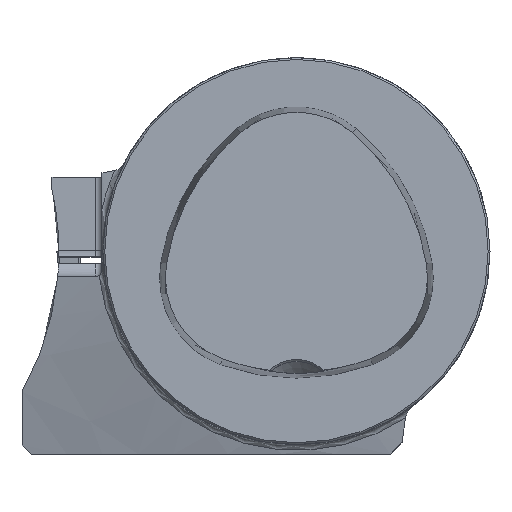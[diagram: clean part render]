
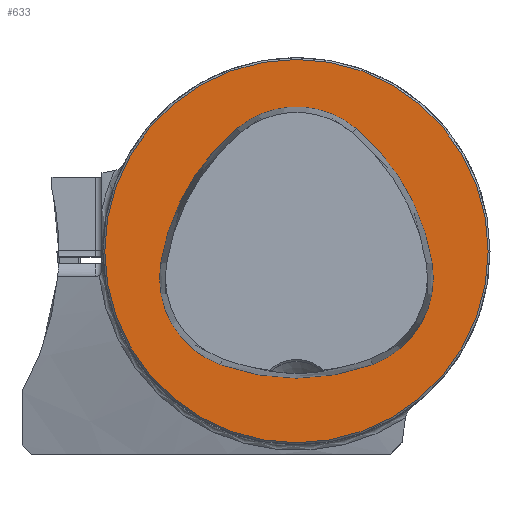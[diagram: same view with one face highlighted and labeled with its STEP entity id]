
A CAD part, top view. The second image highlights one B-rep face of the part: STEP entity #633.
In plain terms, the highlighted planar face has unit normal (0, 0, 1).
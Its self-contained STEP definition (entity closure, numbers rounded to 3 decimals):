
#110=FACE_BOUND('',#876,.T.);
#111=FACE_BOUND('',#877,.T.);
#192=PLANE('',#2359);
#633=ADVANCED_FACE('CU_FL_N1_SU_1',(#110,#111),#192,.T.);
#876=EDGE_LOOP('',(#1237,#1238,#1239,#1240,#1241,#1242));
#877=EDGE_LOOP('',(#1243));
#983=CIRCLE('',#2350,36.075);
#985=CIRCLE('',#2353,36.075);
#986=CIRCLE('',#2354,15.075);
#987=CIRCLE('',#2355,36.075);
#988=CIRCLE('',#2356,15.075);
#989=CIRCLE('',#2357,15.075);
#990=CIRCLE('',#2358,31.2);
#1237=ORIENTED_EDGE('',*,*,#2020,.F.);
#1238=ORIENTED_EDGE('',*,*,#2021,.F.);
#1239=ORIENTED_EDGE('',*,*,#2022,.F.);
#1240=ORIENTED_EDGE('',*,*,#2023,.F.);
#1241=ORIENTED_EDGE('',*,*,#2017,.F.);
#1242=ORIENTED_EDGE('',*,*,#2024,.F.);
#1243=ORIENTED_EDGE('',*,*,#2025,.T.);
#1776=VERTEX_POINT('',#3833);
#1777=VERTEX_POINT('',#3835);
#1779=VERTEX_POINT('',#3841);
#1780=VERTEX_POINT('',#3842);
#1781=VERTEX_POINT('',#3844);
#1782=VERTEX_POINT('',#3846);
#1783=VERTEX_POINT('',#3850);
#2017=EDGE_CURVE('',#1776,#1777,#983,.T.);
#2020=EDGE_CURVE('',#1779,#1780,#985,.T.);
#2021=EDGE_CURVE('',#1781,#1779,#986,.T.);
#2022=EDGE_CURVE('',#1782,#1781,#987,.T.);
#2023=EDGE_CURVE('',#1777,#1782,#988,.T.);
#2024=EDGE_CURVE('',#1780,#1776,#989,.T.);
#2025=EDGE_CURVE('',#1783,#1783,#990,.T.);
#2350=AXIS2_PLACEMENT_3D('',#3834,#2707,#2708);
#2353=AXIS2_PLACEMENT_3D('',#3840,#2714,#2715);
#2354=AXIS2_PLACEMENT_3D('',#3843,#2716,#2717);
#2355=AXIS2_PLACEMENT_3D('',#3845,#2718,#2719);
#2356=AXIS2_PLACEMENT_3D('',#3847,#2720,#2721);
#2357=AXIS2_PLACEMENT_3D('',#3848,#2722,#2723);
#2358=AXIS2_PLACEMENT_3D('',#3849,#2724,#2725);
#2359=AXIS2_PLACEMENT_3D('',#3851,#2726,#2727);
#2707=DIRECTION('',(0.,0.,1.));
#2708=DIRECTION('',(1.,0.,0.));
#2714=DIRECTION('',(0.,0.,1.));
#2715=DIRECTION('',(1.,0.,0.));
#2716=DIRECTION('',(0.,0.,1.));
#2717=DIRECTION('',(1.,0.,0.));
#2718=DIRECTION('',(0.,0.,1.));
#2719=DIRECTION('',(1.,0.,0.));
#2720=DIRECTION('',(0.,0.,1.));
#2721=DIRECTION('',(1.,0.,0.));
#2722=DIRECTION('',(0.,0.,1.));
#2723=DIRECTION('',(1.,0.,0.));
#2724=DIRECTION('',(0.,0.,1.));
#2725=DIRECTION('',(1.,0.,0.));
#2726=DIRECTION('',(0.,0.,1.));
#2727=DIRECTION('',(1.,0.,0.));
#3833=CARTESIAN_POINT('',(-12.368,-18.489,0.));
#3834=CARTESIAN_POINT('',(0.,15.4,0.));
#3835=CARTESIAN_POINT('',(12.368,-18.489,0.));
#3840=CARTESIAN_POINT('',(13.535,-7.656,0.));
#3841=CARTESIAN_POINT('',(-9.716,19.927,0.));
#3842=CARTESIAN_POINT('',(-22.084,-1.937,0.));
#3843=CARTESIAN_POINT('',(0.,8.4,0.));
#3844=CARTESIAN_POINT('',(9.716,19.927,0.));
#3845=CARTESIAN_POINT('',(-13.535,-7.656,0.));
#3846=CARTESIAN_POINT('',(22.084,-1.937,0.));
#3847=CARTESIAN_POINT('',(7.2,-4.327,0.));
#3848=CARTESIAN_POINT('',(-7.2,-4.327,0.));
#3849=CARTESIAN_POINT('',(0.,0.,0.));
#3850=CARTESIAN_POINT('',(31.2,0.,0.));
#3851=CARTESIAN_POINT('',(0.,0.,0.));
